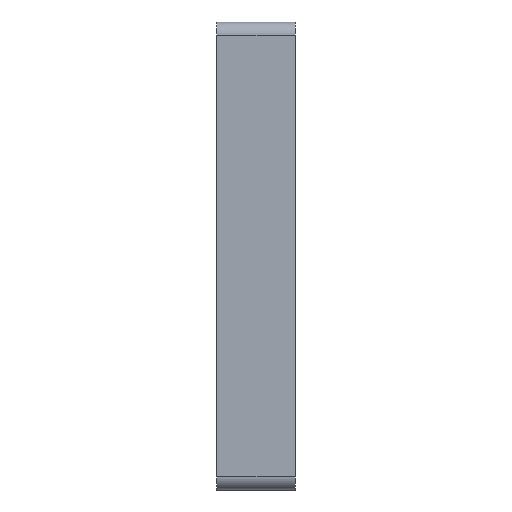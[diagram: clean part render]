
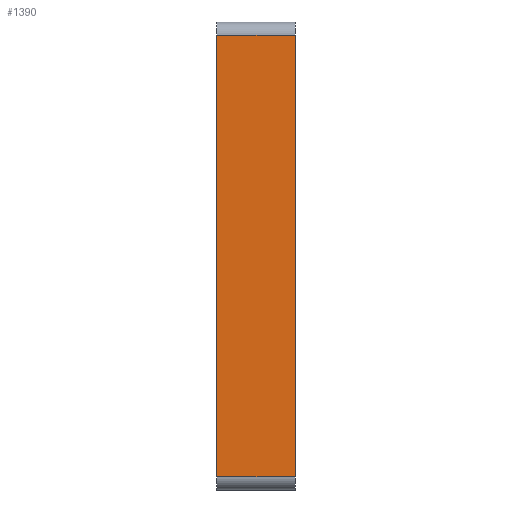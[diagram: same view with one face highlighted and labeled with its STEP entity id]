
A CAD part, left-side view. The second image highlights one B-rep face of the part: STEP entity #1390.
In plain terms, the highlighted planar face has unit normal (-1, 0, 0).
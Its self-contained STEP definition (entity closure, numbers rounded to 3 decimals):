
#513=CARTESIAN_POINT('',(-266.0,-3.0,169.5));
#514=VERTEX_POINT('',#513);
#522=CARTESIAN_POINT('',(-266.0,-3.0,-169.5));
#523=VERTEX_POINT('',#522);
#524=CARTESIAN_POINT('',(-266.0,-3.0,169.5));
#525=DIRECTION('',(0.0,0.0,-1.0));
#526=VECTOR('',#525,339.);
#527=LINE('',#524,#526);
#528=EDGE_CURVE('',#514,#523,#527,.T.);
#801=CARTESIAN_POINT('',(-266.0,57.0,-169.5));
#802=VERTEX_POINT('',#801);
#810=CARTESIAN_POINT('',(-266.0,57.0,169.5));
#811=VERTEX_POINT('',#810);
#812=CARTESIAN_POINT('',(-266.0,57.0,-169.5));
#813=DIRECTION('',(0.0,0.0,1.0));
#814=VECTOR('',#813,339.);
#815=LINE('',#812,#814);
#816=EDGE_CURVE('',#802,#811,#815,.T.);
#1365=CARTESIAN_POINT('',(-266.0,-3.0,-169.5));
#1366=DIRECTION('',(0.0,1.0,0.0));
#1367=VECTOR('',#1366,60.0);
#1368=LINE('',#1365,#1367);
#1369=EDGE_CURVE('',#523,#802,#1368,.T.);
#1374=CARTESIAN_POINT('',(-266.0,0.0,-179.5));
#1375=DIRECTION('',(-1.0,0.0,0.0));
#1376=DIRECTION('',(0.0,0.0,1.0));
#1377=AXIS2_PLACEMENT_3D('',#1374,#1375,#1376);
#1378=PLANE('',#1377);
#1379=ORIENTED_EDGE('',*,*,#1369,.F.);
#1380=ORIENTED_EDGE('',*,*,#528,.F.);
#1381=CARTESIAN_POINT('',(-266.0,57.0,169.5));
#1382=DIRECTION('',(0.0,-1.0,0.0));
#1383=VECTOR('',#1382,60.0);
#1384=LINE('',#1381,#1383);
#1385=EDGE_CURVE('',#811,#514,#1384,.T.);
#1386=ORIENTED_EDGE('',*,*,#1385,.F.);
#1387=ORIENTED_EDGE('',*,*,#816,.F.);
#1388=EDGE_LOOP('',(#1379,#1380,#1386,#1387));
#1389=FACE_OUTER_BOUND('',#1388,.T.);
#1390=ADVANCED_FACE('',(#1389),#1378,.T.);
